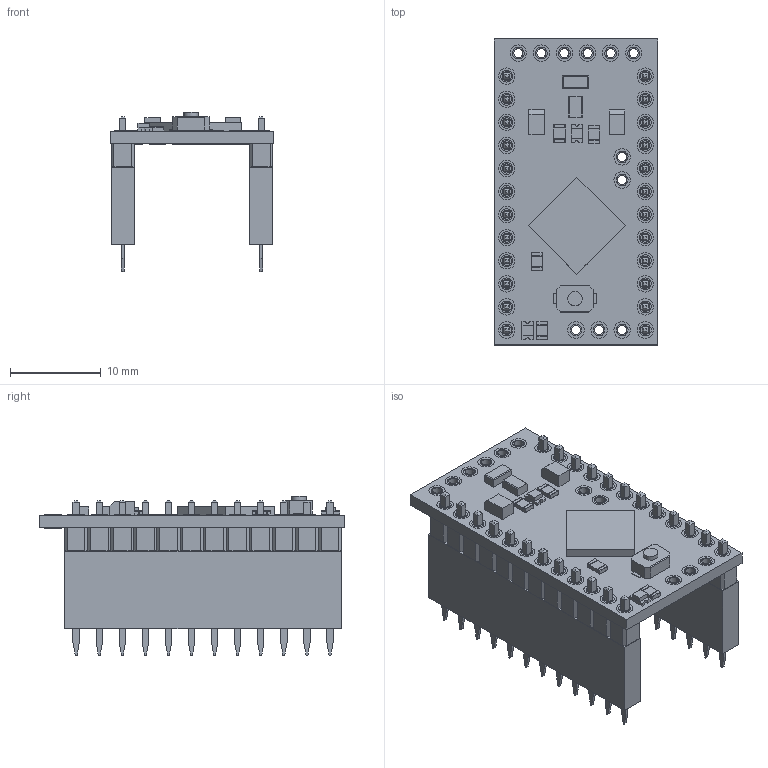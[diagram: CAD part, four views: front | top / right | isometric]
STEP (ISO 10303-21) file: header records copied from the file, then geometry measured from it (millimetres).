
FILE_DESCRIPTION(('FreeCAD Model'),'2;1');
FILE_NAME('Open CASCADE Shape Model','2022-08-18T12:25:09',( 'kicad StepUp'),('ksu MCAD'),'Open CASCADE STEP processor 7.5', 'FreeCAD','Unknown');
FILE_SCHEMA(('AUTOMOTIVE_DESIGN { 1 0 10303 214 1 1 1 1 }'));
Length unit declared in the file: millimetre
Products named in the file (16): Arduino_ProMini; PinBodyLeft; PinsLeft; PinBodyRight; PinsLeftRight; PCB_Body; Pads001; PinSocketPinsLeft; PiSocketBodyLeft; PinSocketPinsRight; PiSocketBodyRight; IC_Body; Capacitor; Button; LED; Resistors
Assembly tree (15 placements, depth 2):
  Arduino_ProMini
    PinBodyLeft
    PinsLeft
    PinBodyRight
    PinsLeftRight
    PCB_Body
    Pads001
    PinSocketPinsLeft
    PiSocketBodyLeft
    PinSocketPinsRight
    PiSocketBodyRight
    IC_Body
    Capacitor
    Button
    LED
    Resistors
Bounding box: 18 x 33.68 x 17.6 mm (x, y, z)
Volume: 2677.7 mm3; surface area: 6099 mm2
Topology: 100 solids, 100 shells, 1685 faces, 3648 edges, 2156 vertices
Faces by surface type: plane 1389, cylinder 232, sphere 64
Full cylindrical faces by diameter (mm): 1 x35, 1.3 x35, 1.6 x1, 1.8 x35
Entity records: 47239 total; most frequent: DIRECTION 7450, CARTESIAN_POINT 7441, ORIENTED_EDGE 7168, EDGE_CURVE 3584, LINE 3120, VECTOR 3120, AXIS2_PLACEMENT_3D 2165, VERTEX_POINT 2156
